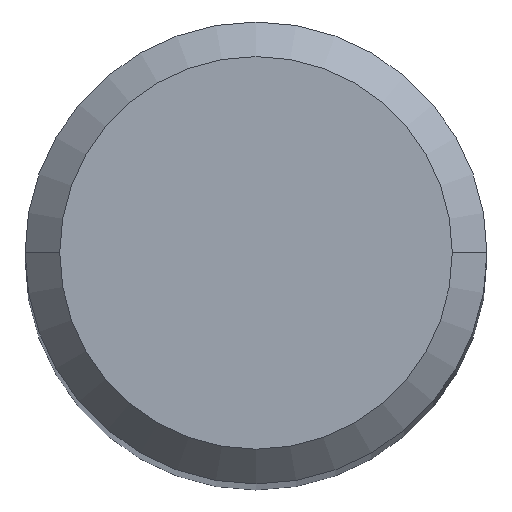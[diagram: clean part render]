
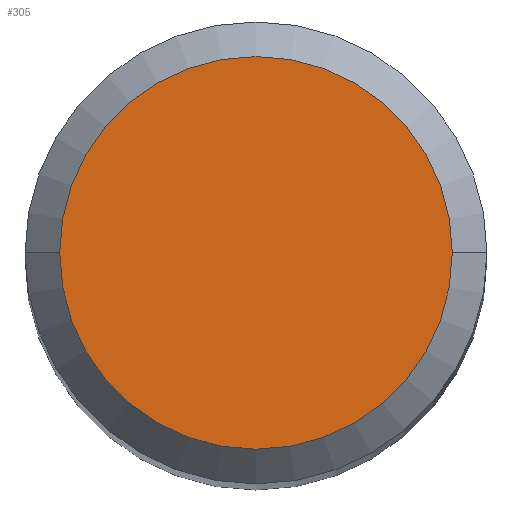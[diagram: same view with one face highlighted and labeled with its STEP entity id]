
A CAD part, top view. The second image highlights one B-rep face of the part: STEP entity #305.
In plain terms, the highlighted planar face has unit normal (0, 0, 1).
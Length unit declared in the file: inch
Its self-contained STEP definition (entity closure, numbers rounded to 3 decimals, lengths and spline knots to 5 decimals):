
#79 = AXIS2_PLACEMENT_3D ( 'NONE', #88, #86, #358 ) ;
#83 = CIRCLE ( 'NONE', #263, 0.10625 ) ;
#84 = VERTEX_POINT ( 'NONE', #342 ) ;
#86 = DIRECTION ( 'NONE',  ( 0., 0., 1. ) ) ;
#88 = CARTESIAN_POINT ( 'NONE',  ( 0., 0., 0. ) ) ;
#118 = CIRCLE ( 'NONE', #79, 0.10625 ) ;
#139 = VERTEX_POINT ( 'NONE', #214 ) ;
#175 = CARTESIAN_POINT ( 'NONE',  ( 0., 0., 0. ) ) ;
#184 = AXIS2_PLACEMENT_3D ( 'NONE', #447, #444, #260 ) ;
#193 = ORIENTED_EDGE ( 'NONE', *, *, #308, .T. ) ;
#210 = EDGE_CURVE ( 'NONE', #139, #84, #118, .T. ) ;
#214 = CARTESIAN_POINT ( 'NONE',  ( 0.10625, 0., 0. ) ) ;
#217 = FACE_OUTER_BOUND ( 'NONE', #239, .T. ) ;
#239 = EDGE_LOOP ( 'NONE', ( #193, #460 ) ) ;
#260 = DIRECTION ( 'NONE',  ( -1., 0., 0. ) ) ;
#263 = AXIS2_PLACEMENT_3D ( 'NONE', #175, #377, #340 ) ;
#305 = ADVANCED_FACE ( 'NONE', ( #217 ), #343, .F. ) ;
#308 = EDGE_CURVE ( 'NONE', #84, #139, #83, .T. ) ;
#340 = DIRECTION ( 'NONE',  ( 1., 0., 0. ) ) ;
#342 = CARTESIAN_POINT ( 'NONE',  ( -0.10625, 0., 0. ) ) ;
#343 = PLANE ( 'NONE',  #184 ) ;
#358 = DIRECTION ( 'NONE',  ( 1., 0., 0. ) ) ;
#377 = DIRECTION ( 'NONE',  ( 0., 0., 1. ) ) ;
#444 = DIRECTION ( 'NONE',  ( 0., 0., -1. ) ) ;
#447 = CARTESIAN_POINT ( 'NONE',  ( 0., 0., 0. ) ) ;
#460 = ORIENTED_EDGE ( 'NONE', *, *, #210, .T. ) ;
